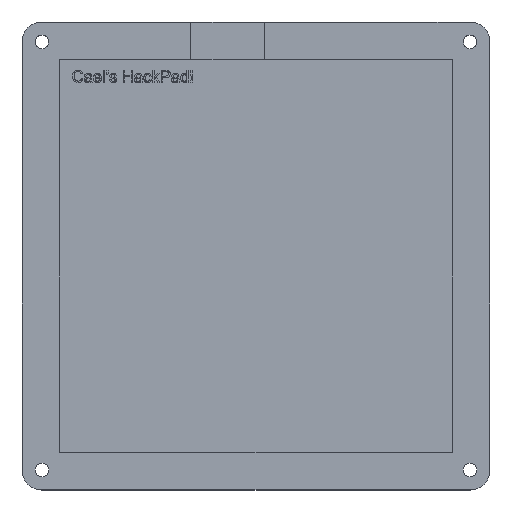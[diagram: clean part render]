
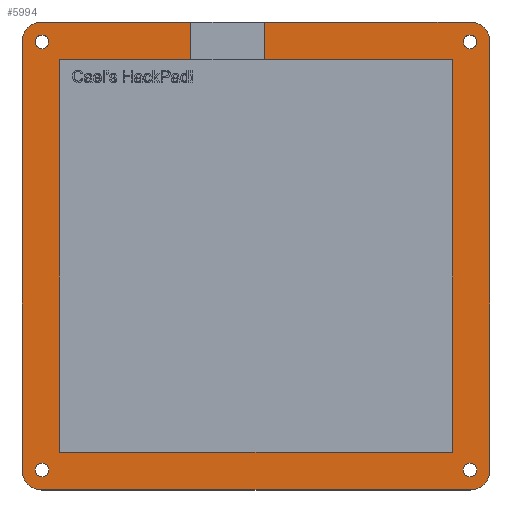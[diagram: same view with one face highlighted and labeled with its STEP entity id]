
A CAD part, top view. The second image highlights one B-rep face of the part: STEP entity #5994.
In plain terms, the highlighted planar face has unit normal (0, 0, 1).
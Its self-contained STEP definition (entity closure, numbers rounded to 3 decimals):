
#663=FACE_BOUND('',#1038,.T.);
#664=FACE_BOUND('',#1039,.T.);
#665=FACE_BOUND('',#1040,.T.);
#666=FACE_BOUND('',#1041,.T.);
#696=FACE_OUTER_BOUND('',#1037,.T.);
#1037=EDGE_LOOP('',(#3993,#3994,#3995,#3996,#3997,#3998,#3999,#4000,#4001,
#4002,#4003,#4004,#4005,#4006,#4007,#4008));
#1038=EDGE_LOOP('',(#4009));
#1039=EDGE_LOOP('',(#4010));
#1040=EDGE_LOOP('',(#4011));
#1041=EDGE_LOOP('',(#4012));
#1411=LINE('',#7310,#1905);
#1412=LINE('',#7312,#1906);
#1413=LINE('',#7314,#1907);
#1414=LINE('',#7316,#1908);
#1415=LINE('',#7318,#1909);
#1416=LINE('',#7320,#1910);
#1417=LINE('',#7322,#1911);
#1418=LINE('',#7324,#1912);
#1419=LINE('',#7326,#1913);
#1420=LINE('',#7330,#1914);
#1421=LINE('',#7334,#1915);
#1422=LINE('',#7337,#1916);
#1905=VECTOR('',#6508,10.);
#1906=VECTOR('',#6509,10.);
#1907=VECTOR('',#6510,10.);
#1908=VECTOR('',#6511,10.);
#1909=VECTOR('',#6512,10.);
#1910=VECTOR('',#6513,10.);
#1911=VECTOR('',#6514,10.);
#1912=VECTOR('',#6515,10.);
#1913=VECTOR('',#6516,10.);
#1914=VECTOR('',#6519,10.);
#1915=VECTOR('',#6522,10.);
#1916=VECTOR('',#6525,10.);
#2399=CIRCLE('',#6350,5.);
#2400=CIRCLE('',#6351,5.);
#2401=CIRCLE('',#6352,5.);
#2402=CIRCLE('',#6353,5.);
#2403=CIRCLE('',#6354,1.7);
#2404=CIRCLE('',#6355,1.7);
#2405=CIRCLE('',#6356,1.7);
#2406=CIRCLE('',#6357,1.7);
#2423=VERTEX_POINT('',#7306);
#2424=VERTEX_POINT('',#7307);
#2425=VERTEX_POINT('',#7309);
#2426=VERTEX_POINT('',#7311);
#2427=VERTEX_POINT('',#7313);
#2428=VERTEX_POINT('',#7315);
#2429=VERTEX_POINT('',#7317);
#2430=VERTEX_POINT('',#7319);
#2431=VERTEX_POINT('',#7321);
#2432=VERTEX_POINT('',#7323);
#2433=VERTEX_POINT('',#7325);
#2434=VERTEX_POINT('',#7327);
#2435=VERTEX_POINT('',#7329);
#2436=VERTEX_POINT('',#7331);
#2437=VERTEX_POINT('',#7333);
#2438=VERTEX_POINT('',#7335);
#2439=VERTEX_POINT('',#7338);
#2440=VERTEX_POINT('',#7340);
#2441=VERTEX_POINT('',#7342);
#2442=VERTEX_POINT('',#7344);
#3051=EDGE_CURVE('',#2423,#2424,#2399,.T.);
#3052=EDGE_CURVE('',#2425,#2423,#1411,.T.);
#3053=EDGE_CURVE('',#2426,#2425,#1412,.T.);
#3054=EDGE_CURVE('',#2427,#2426,#1413,.T.);
#3055=EDGE_CURVE('',#2428,#2427,#1414,.T.);
#3056=EDGE_CURVE('',#2429,#2428,#1415,.T.);
#3057=EDGE_CURVE('',#2430,#2429,#1416,.T.);
#3058=EDGE_CURVE('',#2431,#2430,#1417,.T.);
#3059=EDGE_CURVE('',#2432,#2431,#1418,.T.);
#3060=EDGE_CURVE('',#2433,#2432,#1419,.T.);
#3061=EDGE_CURVE('',#2434,#2433,#2400,.T.);
#3062=EDGE_CURVE('',#2435,#2434,#1420,.T.);
#3063=EDGE_CURVE('',#2436,#2435,#2401,.T.);
#3064=EDGE_CURVE('',#2437,#2436,#1421,.T.);
#3065=EDGE_CURVE('',#2438,#2437,#2402,.T.);
#3066=EDGE_CURVE('',#2424,#2438,#1422,.T.);
#3067=EDGE_CURVE('',#2439,#2439,#2403,.T.);
#3068=EDGE_CURVE('',#2440,#2440,#2404,.T.);
#3069=EDGE_CURVE('',#2441,#2441,#2405,.T.);
#3070=EDGE_CURVE('',#2442,#2442,#2406,.T.);
#3993=ORIENTED_EDGE('',*,*,#3051,.F.);
#3994=ORIENTED_EDGE('',*,*,#3052,.F.);
#3995=ORIENTED_EDGE('',*,*,#3053,.F.);
#3996=ORIENTED_EDGE('',*,*,#3054,.F.);
#3997=ORIENTED_EDGE('',*,*,#3055,.F.);
#3998=ORIENTED_EDGE('',*,*,#3056,.F.);
#3999=ORIENTED_EDGE('',*,*,#3057,.F.);
#4000=ORIENTED_EDGE('',*,*,#3058,.F.);
#4001=ORIENTED_EDGE('',*,*,#3059,.F.);
#4002=ORIENTED_EDGE('',*,*,#3060,.F.);
#4003=ORIENTED_EDGE('',*,*,#3061,.F.);
#4004=ORIENTED_EDGE('',*,*,#3062,.F.);
#4005=ORIENTED_EDGE('',*,*,#3063,.F.);
#4006=ORIENTED_EDGE('',*,*,#3064,.F.);
#4007=ORIENTED_EDGE('',*,*,#3065,.F.);
#4008=ORIENTED_EDGE('',*,*,#3066,.F.);
#4009=ORIENTED_EDGE('',*,*,#3067,.F.);
#4010=ORIENTED_EDGE('',*,*,#3068,.F.);
#4011=ORIENTED_EDGE('',*,*,#3069,.F.);
#4012=ORIENTED_EDGE('',*,*,#3070,.F.);
#5877=PLANE('',#6349);
#5994=ADVANCED_FACE('',(#696,#663,#664,#665,#666),#5877,.T.);
#6349=AXIS2_PLACEMENT_3D('',#7305,#6504,#6505);
#6350=AXIS2_PLACEMENT_3D('',#7308,#6506,#6507);
#6351=AXIS2_PLACEMENT_3D('',#7328,#6517,#6518);
#6352=AXIS2_PLACEMENT_3D('',#7332,#6520,#6521);
#6353=AXIS2_PLACEMENT_3D('',#7336,#6523,#6524);
#6354=AXIS2_PLACEMENT_3D('',#7339,#6526,#6527);
#6355=AXIS2_PLACEMENT_3D('',#7341,#6528,#6529);
#6356=AXIS2_PLACEMENT_3D('',#7343,#6530,#6531);
#6357=AXIS2_PLACEMENT_3D('',#7345,#6532,#6533);
#6504=DIRECTION('center_axis',(0.,0.,1.));
#6505=DIRECTION('ref_axis',(-1.,0.,0.));
#6506=DIRECTION('center_axis',(0.,0.,-1.));
#6507=DIRECTION('ref_axis',(0.707,0.707,0.));
#6508=DIRECTION('',(1.,0.,0.));
#6509=DIRECTION('',(0.,1.,0.));
#6510=DIRECTION('',(-1.,0.,0.));
#6511=DIRECTION('',(0.,1.,0.));
#6512=DIRECTION('',(1.,0.,0.));
#6513=DIRECTION('',(0.,-1.,0.));
#6514=DIRECTION('',(-1.,0.,0.));
#6515=DIRECTION('',(0.,-1.,0.));
#6516=DIRECTION('',(1.,0.,0.));
#6517=DIRECTION('center_axis',(0.,0.,-1.));
#6518=DIRECTION('ref_axis',(-0.707,0.707,0.));
#6519=DIRECTION('',(0.,1.,0.));
#6520=DIRECTION('center_axis',(0.,0.,-1.));
#6521=DIRECTION('ref_axis',(-0.707,-0.707,0.));
#6522=DIRECTION('',(-1.,0.,0.));
#6523=DIRECTION('center_axis',(0.,0.,-1.));
#6524=DIRECTION('ref_axis',(0.707,-0.707,0.));
#6525=DIRECTION('',(0.,-1.,0.));
#6526=DIRECTION('center_axis',(0.,0.,1.));
#6527=DIRECTION('ref_axis',(1.,0.,0.));
#6528=DIRECTION('center_axis',(0.,0.,1.));
#6529=DIRECTION('ref_axis',(1.,0.,0.));
#6530=DIRECTION('center_axis',(0.,0.,1.));
#6531=DIRECTION('ref_axis',(1.,0.,0.));
#6532=DIRECTION('center_axis',(0.,0.,1.));
#6533=DIRECTION('ref_axis',(1.,0.,0.));
#7305=CARTESIAN_POINT('Origin',(24.819,42.882,9.));
#7306=CARTESIAN_POINT('',(48.278,48.181,9.));
#7307=CARTESIAN_POINT('',(53.278,43.181,9.));
#7308=CARTESIAN_POINT('Origin',(48.278,43.181,9.));
#7309=CARTESIAN_POINT('',(-3.64,48.181,9.));
#7310=CARTESIAN_POINT('',(39.049,48.181,9.));
#7311=CARTESIAN_POINT('',(-3.64,38.681,9.));
#7312=CARTESIAN_POINT('',(-3.64,45.532,9.));
#7313=CARTESIAN_POINT('',(43.778,38.681,9.));
#7314=CARTESIAN_POINT('',(-15.201,38.681,9.));
#7315=CARTESIAN_POINT('',(43.778,-60.319,9.));
#7316=CARTESIAN_POINT('',(43.778,40.782,9.));
#7317=CARTESIAN_POINT('',(-55.222,-60.319,9.));
#7318=CARTESIAN_POINT('',(34.299,-60.319,9.));
#7319=CARTESIAN_POINT('',(-55.222,38.681,9.));
#7320=CARTESIAN_POINT('',(-55.222,-8.718,9.));
#7321=CARTESIAN_POINT('',(-22.14,38.681,9.));
#7322=CARTESIAN_POINT('',(-15.201,38.681,9.));
#7323=CARTESIAN_POINT('',(-22.14,48.181,9.));
#7324=CARTESIAN_POINT('',(-22.14,40.782,9.));
#7325=CARTESIAN_POINT('',(-59.722,48.181,9.));
#7326=CARTESIAN_POINT('',(39.049,48.181,9.));
#7327=CARTESIAN_POINT('',(-64.722,43.181,9.));
#7328=CARTESIAN_POINT('Origin',(-59.722,43.181,9.));
#7329=CARTESIAN_POINT('',(-64.722,-64.819,9.));
#7330=CARTESIAN_POINT('',(-64.722,45.532,9.));
#7331=CARTESIAN_POINT('',(-59.722,-69.819,9.));
#7332=CARTESIAN_POINT('Origin',(-59.722,-64.819,9.));
#7333=CARTESIAN_POINT('',(48.278,-69.819,9.));
#7334=CARTESIAN_POINT('',(-19.951,-69.819,9.));
#7335=CARTESIAN_POINT('',(53.278,-64.819,9.));
#7336=CARTESIAN_POINT('Origin',(48.278,-64.819,9.));
#7337=CARTESIAN_POINT('',(53.278,-13.468,9.));
#7338=CARTESIAN_POINT('',(-61.422,-64.819,9.));
#7339=CARTESIAN_POINT('Origin',(-59.722,-64.819,9.));
#7340=CARTESIAN_POINT('',(46.578,-64.819,9.));
#7341=CARTESIAN_POINT('Origin',(48.278,-64.819,9.));
#7342=CARTESIAN_POINT('',(-61.422,43.181,9.));
#7343=CARTESIAN_POINT('Origin',(-59.722,43.181,9.));
#7344=CARTESIAN_POINT('',(46.578,43.181,9.));
#7345=CARTESIAN_POINT('Origin',(48.278,43.181,9.));
